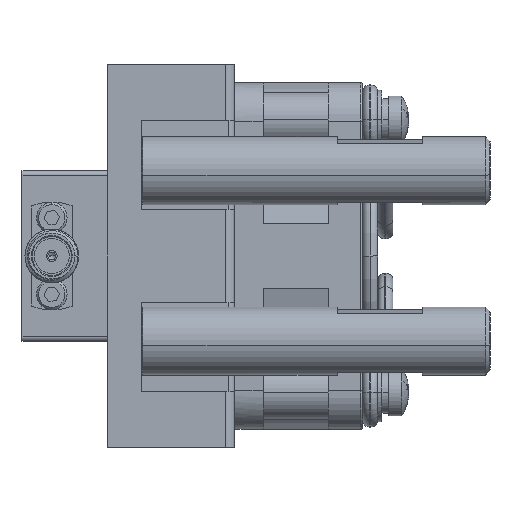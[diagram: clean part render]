
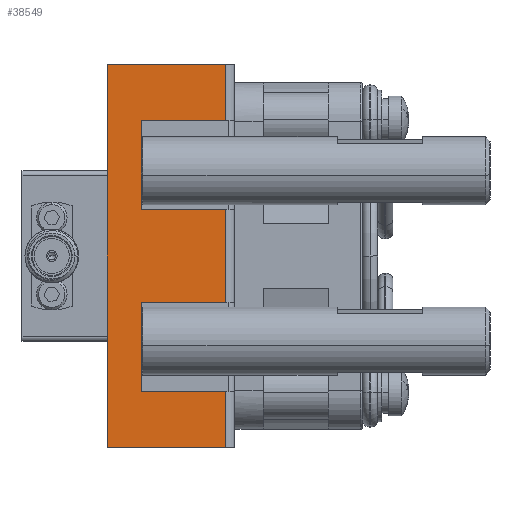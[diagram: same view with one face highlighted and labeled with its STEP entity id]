
A CAD part, left-side view. The second image highlights one B-rep face of the part: STEP entity #38549.
In plain terms, the highlighted planar face has unit normal (-1, 0, 0).
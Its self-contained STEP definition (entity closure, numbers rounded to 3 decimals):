
#151 = ORIENTED_EDGE ( 'NONE', *, *, #22416, .T. ) ;
#732 = CARTESIAN_POINT ( 'NONE',  ( -46., 0., -12.5 ) ) ;
#778 = VECTOR ( 'NONE', #28041, 1000. ) ;
#1180 = ORIENTED_EDGE ( 'NONE', *, *, #18496, .T. ) ;
#1282 = ORIENTED_EDGE ( 'NONE', *, *, #18757, .F. ) ;
#1531 = VECTOR ( 'NONE', #27897, 1000. ) ;
#2270 = ORIENTED_EDGE ( 'NONE', *, *, #42470, .T. ) ;
#3062 = LINE ( 'NONE', #42613, #54811 ) ;
#3216 = LINE ( 'NONE', #55685, #27152 ) ;
#4294 = ORIENTED_EDGE ( 'NONE', *, *, #18312, .F. ) ;
#5965 = LINE ( 'NONE', #40944, #778 ) ;
#7380 = CARTESIAN_POINT ( 'NONE',  ( -46., -4., -5.9 ) ) ;
#7844 = VERTEX_POINT ( 'NONE', #7380 ) ;
#7998 = VERTEX_POINT ( 'NONE', #56684 ) ;
#9465 = CARTESIAN_POINT ( 'NONE',  ( -46., 0., -12.5 ) ) ;
#11809 = DIRECTION ( 'NONE',  ( 0., 0., 1. ) ) ;
#12733 = EDGE_CURVE ( 'NONE', #27655, #21215, #5965, .T. ) ;
#13896 = FACE_OUTER_BOUND ( 'NONE', #38443, .T. ) ;
#14317 = CARTESIAN_POINT ( 'NONE',  ( -46., -13.9, -12.5 ) ) ;
#15743 = VECTOR ( 'NONE', #48878, 1000. ) ;
#15953 = VERTEX_POINT ( 'NONE', #31899 ) ;
#16254 = DIRECTION ( 'NONE',  ( 0., 0., -1. ) ) ;
#17194 = EDGE_CURVE ( 'NONE', #7844, #29771, #21775, .T. ) ;
#18312 = EDGE_CURVE ( 'NONE', #27655, #32318, #37911, .T. ) ;
#18496 = EDGE_CURVE ( 'NONE', #15953, #29771, #3216, .T. ) ;
#18749 = AXIS2_PLACEMENT_3D ( 'NONE', #732, #31393, #53479 ) ;
#18757 = EDGE_CURVE ( 'NONE', #18793, #35158, #55536, .T. ) ;
#18793 = VERTEX_POINT ( 'NONE', #41773 ) ;
#18954 = VECTOR ( 'NONE', #16254, 1000. ) ;
#20081 = CARTESIAN_POINT ( 'NONE',  ( -46., 0., 32.5 ) ) ;
#20695 = EDGE_CURVE ( 'NONE', #7998, #18793, #22428, .T. ) ;
#21133 = DIRECTION ( 'NONE',  ( 0., 1., 0. ) ) ;
#21215 = VERTEX_POINT ( 'NONE', #37228 ) ;
#21775 = LINE ( 'NONE', #40106, #46432 ) ;
#21792 = VECTOR ( 'NONE', #44184, 1000. ) ;
#22416 = EDGE_CURVE ( 'NONE', #7998, #28669, #31539, .T. ) ;
#22428 = LINE ( 'NONE', #53937, #56683 ) ;
#22931 = EDGE_CURVE ( 'NONE', #15953, #34549, #3062, .T. ) ;
#23367 = PLANE ( 'NONE',  #18749 ) ;
#23994 = EDGE_CURVE ( 'NONE', #34549, #51859, #29719, .T. ) ;
#24979 = ORIENTED_EDGE ( 'NONE', *, *, #20695, .F. ) ;
#27113 = ORIENTED_EDGE ( 'NONE', *, *, #22931, .F. ) ;
#27152 = VECTOR ( 'NONE', #11809, 1000. ) ;
#27274 = CARTESIAN_POINT ( 'NONE',  ( -46., -13.9, -5.9 ) ) ;
#27655 = VERTEX_POINT ( 'NONE', #29354 ) ;
#27670 = CARTESIAN_POINT ( 'NONE',  ( -46., 0., 15.5 ) ) ;
#27897 = DIRECTION ( 'NONE',  ( 0., 1., 0. ) ) ;
#28041 = DIRECTION ( 'NONE',  ( 0., 0., 1. ) ) ;
#28669 = VERTEX_POINT ( 'NONE', #34593 ) ;
#29354 = CARTESIAN_POINT ( 'NONE',  ( -46., -13.9, 4.5 ) ) ;
#29450 = CARTESIAN_POINT ( 'NONE',  ( -46., 0., -12.5 ) ) ;
#29455 = CARTESIAN_POINT ( 'NONE',  ( -46., -4., 15.5 ) ) ;
#29636 = CARTESIAN_POINT ( 'NONE',  ( -46., 0., 32.5 ) ) ;
#29719 = LINE ( 'NONE', #29450, #50218 ) ;
#29771 = VERTEX_POINT ( 'NONE', #27274 ) ;
#31393 = DIRECTION ( 'NONE',  ( 1., 0., 0. ) ) ;
#31494 = DIRECTION ( 'NONE',  ( 0., -1., 0. ) ) ;
#31539 = LINE ( 'NONE', #14317, #21792 ) ;
#31575 = DIRECTION ( 'NONE',  ( 0., 1., 0. ) ) ;
#31899 = CARTESIAN_POINT ( 'NONE',  ( -46., -13.9, -12.5 ) ) ;
#32148 = ORIENTED_EDGE ( 'NONE', *, *, #12733, .T. ) ;
#32318 = VERTEX_POINT ( 'NONE', #39975 ) ;
#34549 = VERTEX_POINT ( 'NONE', #9465 ) ;
#34593 = CARTESIAN_POINT ( 'NONE',  ( -46., -13.9, 32.5 ) ) ;
#35158 = VERTEX_POINT ( 'NONE', #53210 ) ;
#36246 = LINE ( 'NONE', #27670, #15743 ) ;
#37228 = CARTESIAN_POINT ( 'NONE',  ( -46., -13.9, 15.5 ) ) ;
#37911 = LINE ( 'NONE', #41078, #1531 ) ;
#37966 = ORIENTED_EDGE ( 'NONE', *, *, #47831, .F. ) ;
#38443 = EDGE_LOOP ( 'NONE', ( #45235, #1282, #24979, #151, #2270, #47170, #27113, #1180, #38777, #37966, #4294, #32148 ) ) ;
#38549 = ADVANCED_FACE ( 'NONE', ( #13896 ), #23367, .F. ) ;
#38777 = ORIENTED_EDGE ( 'NONE', *, *, #17194, .F. ) ;
#39975 = CARTESIAN_POINT ( 'NONE',  ( -46., -4., 4.5 ) ) ;
#40106 = CARTESIAN_POINT ( 'NONE',  ( -46., 0., -5.9 ) ) ;
#40944 = CARTESIAN_POINT ( 'NONE',  ( -46., -13.9, -12.5 ) ) ;
#41078 = CARTESIAN_POINT ( 'NONE',  ( -46., 0., 4.5 ) ) ;
#41773 = CARTESIAN_POINT ( 'NONE',  ( -46., -4., 25.9 ) ) ;
#42470 = EDGE_CURVE ( 'NONE', #28669, #51859, #55620, .T. ) ;
#42613 = CARTESIAN_POINT ( 'NONE',  ( -46., 0., -12.5 ) ) ;
#43148 = VECTOR ( 'NONE', #55066, 1000. ) ;
#44184 = DIRECTION ( 'NONE',  ( 0., 0., 1. ) ) ;
#44913 = EDGE_CURVE ( 'NONE', #35158, #21215, #36246, .T. ) ;
#45235 = ORIENTED_EDGE ( 'NONE', *, *, #44913, .F. ) ;
#46432 = VECTOR ( 'NONE', #31494, 1000. ) ;
#47170 = ORIENTED_EDGE ( 'NONE', *, *, #23994, .F. ) ;
#47198 = DIRECTION ( 'NONE',  ( 0., 0., 1. ) ) ;
#47831 = EDGE_CURVE ( 'NONE', #32318, #7844, #53981, .T. ) ;
#48878 = DIRECTION ( 'NONE',  ( 0., -1., 0. ) ) ;
#49684 = CARTESIAN_POINT ( 'NONE',  ( -46., -4., -5.9 ) ) ;
#49950 = DIRECTION ( 'NONE',  ( 0., 0., -1. ) ) ;
#50218 = VECTOR ( 'NONE', #47198, 1000. ) ;
#51859 = VERTEX_POINT ( 'NONE', #29636 ) ;
#52638 = VECTOR ( 'NONE', #49950, 1000. ) ;
#53210 = CARTESIAN_POINT ( 'NONE',  ( -46., -4., 15.5 ) ) ;
#53479 = DIRECTION ( 'NONE',  ( 0., 1., 0. ) ) ;
#53937 = CARTESIAN_POINT ( 'NONE',  ( -46., 0., 25.9 ) ) ;
#53981 = LINE ( 'NONE', #49684, #52638 ) ;
#54811 = VECTOR ( 'NONE', #21133, 1000. ) ;
#55066 = DIRECTION ( 'NONE',  ( 0., 1., 0. ) ) ;
#55536 = LINE ( 'NONE', #29455, #18954 ) ;
#55620 = LINE ( 'NONE', #20081, #43148 ) ;
#55685 = CARTESIAN_POINT ( 'NONE',  ( -46., -13.9, -12.5 ) ) ;
#56683 = VECTOR ( 'NONE', #31575, 1000. ) ;
#56684 = CARTESIAN_POINT ( 'NONE',  ( -46., -13.9, 25.9 ) ) ;
